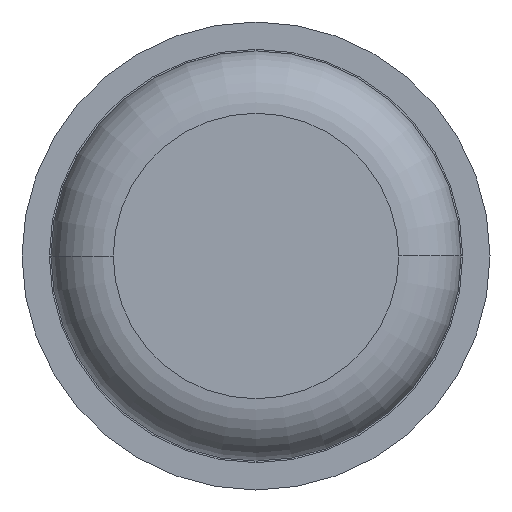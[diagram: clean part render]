
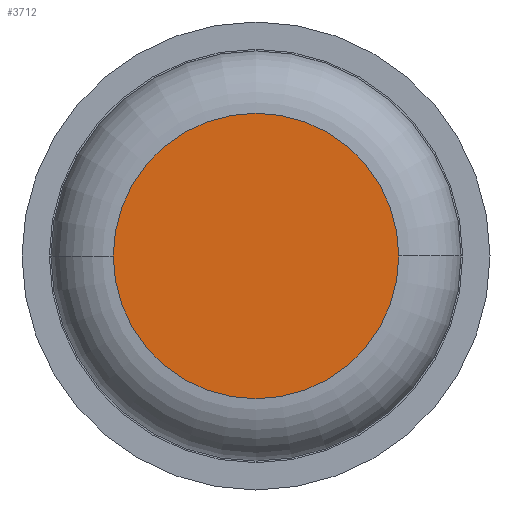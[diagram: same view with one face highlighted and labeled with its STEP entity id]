
A CAD part, front view. The second image highlights one B-rep face of the part: STEP entity #3712.
In plain terms, the highlighted planar face has unit normal (0, -1, 0).
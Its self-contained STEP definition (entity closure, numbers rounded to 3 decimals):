
#54 = AXIS2_PLACEMENT_3D ( 'NONE', #3707, #552, #4066 ) ;
#118 = AXIS2_PLACEMENT_3D ( 'NONE', #2029, #3077, #327 ) ;
#119 = EDGE_CURVE ( 'Defeature ausgef�hrt1_6+Defeature ausgef�hrt1_7+Defeature ausgef�hrt1_7+Defeature ausgef�hrt1_7', #2693, #3470, #2441, .T. ) ;
#327 = DIRECTION ( 'NONE',  ( -1., 0., 0. ) ) ;
#552 = DIRECTION ( 'NONE',  ( 0., -1., 0. ) ) ;
#886 = CARTESIAN_POINT ( 'NONE',  ( 0.915, 0., 0. ) ) ;
#1040 = FACE_OUTER_BOUND ( 'NONE', #3626, .T. ) ;
#1501 = EDGE_CURVE ( 'Defeature ausgef�hrt1_6+Defeature ausgef�hrt1_7+Defeature ausgef�hrt1_7+Defeature ausgef�hrt1_7', #3470, #2693, #2609, .T. ) ;
#2029 = CARTESIAN_POINT ( 'NONE',  ( 0., 0., 0. ) ) ;
#2441 = CIRCLE ( 'NONE', #54, 0.915 ) ;
#2480 = DIRECTION ( 'NONE',  ( 0., 1., 0. ) ) ;
#2609 = CIRCLE ( 'NONE', #118, 0.915 ) ;
#2693 = VERTEX_POINT ( 'NONE', #886 ) ;
#3077 = DIRECTION ( 'NONE',  ( 0., -1., 0. ) ) ;
#3223 = PLANE ( 'NONE',  #3803 ) ;
#3239 = CARTESIAN_POINT ( 'NONE',  ( 0., 0., 0. ) ) ;
#3275 = ORIENTED_EDGE ( 'NONE', *, *, #1501, .T. ) ;
#3470 = VERTEX_POINT ( 'NONE', #4048 ) ;
#3544 = DIRECTION ( 'NONE',  ( -1., 0., 0. ) ) ;
#3626 = EDGE_LOOP ( 'NONE', ( #3275, #3905 ) ) ;
#3707 = CARTESIAN_POINT ( 'NONE',  ( 0., 0., 0. ) ) ;
#3712 = ADVANCED_FACE ( 'Defeature ausgef�hrt1_6', ( #1040 ), #3223, .F. ) ;
#3803 = AXIS2_PLACEMENT_3D ( 'NONE', #3239, #2480, #3544 ) ;
#3905 = ORIENTED_EDGE ( 'NONE', *, *, #119, .T. ) ;
#4048 = CARTESIAN_POINT ( 'NONE',  ( -0.915, 0., 0. ) ) ;
#4066 = DIRECTION ( 'NONE',  ( -1., 0., 0. ) ) ;
